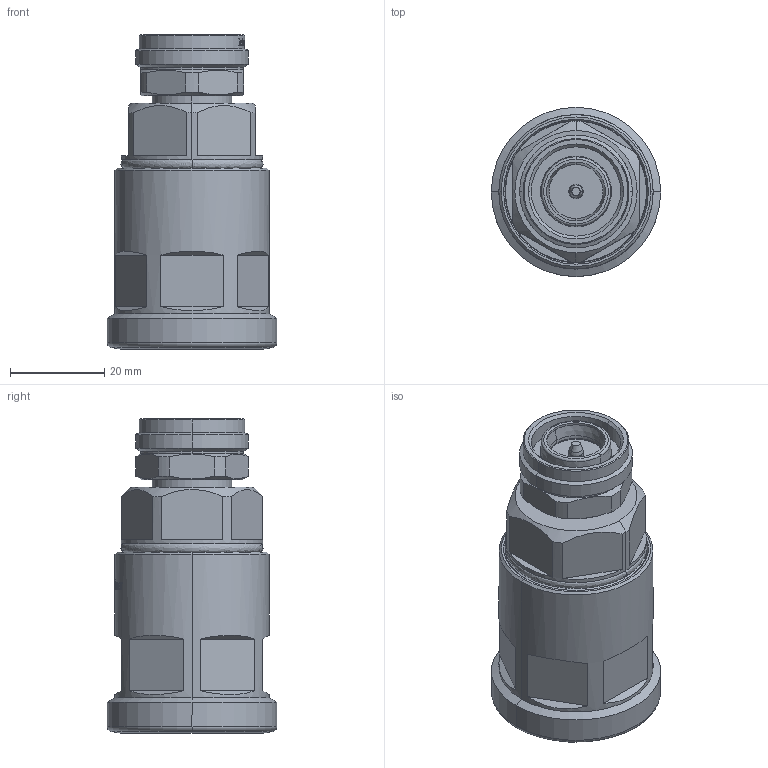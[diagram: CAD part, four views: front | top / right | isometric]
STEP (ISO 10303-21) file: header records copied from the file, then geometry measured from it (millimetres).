
FILE_DESCRIPTION (( 'STEP AP214' ), '1' );
FILE_NAME ('J01440A0008.STEP', '2018-11-20T14:10:08', ( '' ), ( '' ), 'SwSTEP 2.0', 'SolidWorks 2017', '' );
FILE_SCHEMA (( 'AUTOMOTIVE_DESIGN' ));
Length unit declared in the file: millimetre
Products named in the file (1): J01440A0008
Bounding box: 36 x 36 x 66.8 mm (x, y, z)
Volume: 40328.1 mm3; surface area: 12298.9 mm2
Topology: 3 solids, 3 shells, 470 faces, 1182 edges, 766 vertices
Faces by surface type: bspline 174, plane 166, cylinder 80, cone 34, torus 16
Entity records: 33683 total; most frequent: CARTESIAN_POINT 18666, ORIENTED_EDGE 2364, DIRECTION 1474, EDGE_CURVE 1182, VERTEX_POINT 766, AXIS2_PLACEMENT_3D 571, B_SPLINE_CURVE_WITH_KNOTS 556, EDGE_LOOP 522
